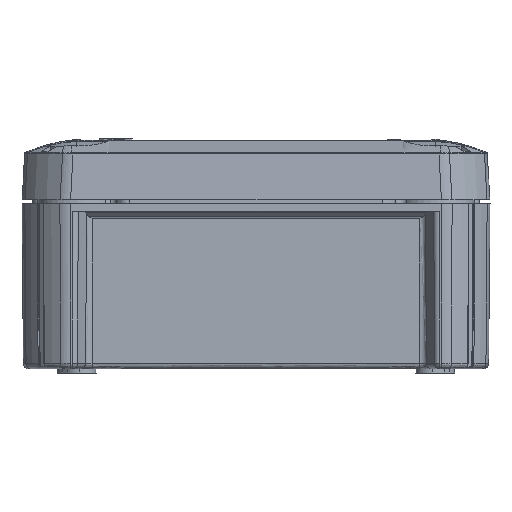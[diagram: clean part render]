
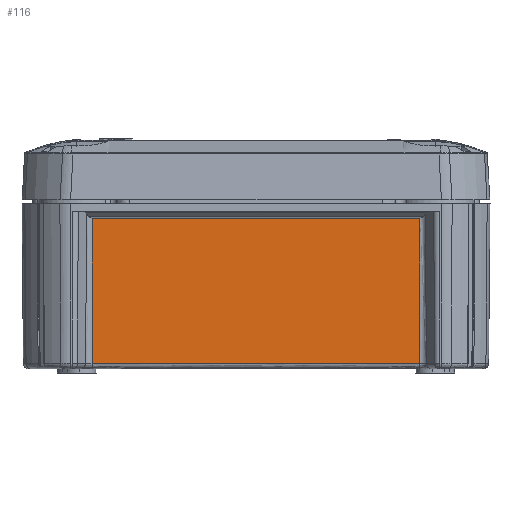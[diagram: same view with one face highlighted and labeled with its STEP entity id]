
A CAD part, left-side view. The second image highlights one B-rep face of the part: STEP entity #116.
In plain terms, the highlighted planar face has unit normal (-1, 0, -0.009).
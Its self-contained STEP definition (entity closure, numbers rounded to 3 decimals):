
#116=ADVANCED_FACE('',(#1964),#29865,.T.);
#1964=FACE_OUTER_BOUND('',#3812,.T.);
#3812=EDGE_LOOP('',(#5740,#5741,#5742,#5743,#5744));
#5740=ORIENTED_EDGE('',*,*,#15680,.T.);
#5741=ORIENTED_EDGE('',*,*,#15684,.T.);
#5742=ORIENTED_EDGE('',*,*,#15683,.T.);
#5743=ORIENTED_EDGE('',*,*,#15682,.T.);
#5744=ORIENTED_EDGE('',*,*,#15681,.T.);
#15680=EDGE_CURVE('',#25630,#25631,#21983,.T.);
#15681=EDGE_CURVE('',#25632,#25630,#21984,.T.);
#15682=EDGE_CURVE('',#25633,#25632,#21985,.T.);
#15683=EDGE_CURVE('',#25634,#25633,#21986,.T.);
#15684=EDGE_CURVE('',#25631,#25634,#21987,.T.);
#21983=B_SPLINE_CURVE_WITH_KNOTS('',1,(#53224,#53225),.UNSPECIFIED.,.F.,
 .F.,(2,2),(-39.22,0.),.UNSPECIFIED.);
#21984=B_SPLINE_CURVE_WITH_KNOTS('',1,(#53226,#53227),.UNSPECIFIED.,.F.,
 .F.,(2,2),(-40.676,0.),.UNSPECIFIED.);
#21985=B_SPLINE_CURVE_WITH_KNOTS('',1,(#53228,#53229),.UNSPECIFIED.,.F.,
 .F.,(2,2),(-35.152,0.),.UNSPECIFIED.);
#21986=B_SPLINE_CURVE_WITH_KNOTS('',1,(#53230,#53231),.UNSPECIFIED.,.F.,
 .F.,(2,2),(-79.895,0.),.UNSPECIFIED.);
#21987=B_SPLINE_CURVE_WITH_KNOTS('',1,(#53232,#53233),.UNSPECIFIED.,.F.,
 .F.,(2,2),(-35.152,0.),.UNSPECIFIED.);
#25630=VERTEX_POINT('',#52329);
#25631=VERTEX_POINT('',#52330);
#25632=VERTEX_POINT('',#52331);
#25633=VERTEX_POINT('',#52332);
#25634=VERTEX_POINT('',#52333);
#29865=PLANE('',#30711);
#30711=AXIS2_PLACEMENT_3D('',#32336,#31523,$);
#31523=DIRECTION('',(-1.,0.,-0.009));
#32336=CARTESIAN_POINT('',(-52.031,98.432,40.258));
#52329=CARTESIAN_POINT('',(-51.692,49.564,1.388));
#52330=CARTESIAN_POINT('',(-51.692,10.345,1.388));
#52331=CARTESIAN_POINT('',(-51.692,90.24,1.388));
#52332=CARTESIAN_POINT('',(-51.999,90.24,36.539));
#52333=CARTESIAN_POINT('',(-51.999,10.345,36.539));
#53224=CARTESIAN_POINT('',(-51.692,49.564,1.388));
#53225=CARTESIAN_POINT('',(-51.692,10.345,1.388));
#53226=CARTESIAN_POINT('',(-51.692,90.24,1.388));
#53227=CARTESIAN_POINT('',(-51.692,49.564,1.388));
#53228=CARTESIAN_POINT('',(-51.999,90.24,36.539));
#53229=CARTESIAN_POINT('',(-51.692,90.24,1.388));
#53230=CARTESIAN_POINT('',(-51.999,10.345,36.539));
#53231=CARTESIAN_POINT('',(-51.999,90.24,36.539));
#53232=CARTESIAN_POINT('',(-51.692,10.345,1.388));
#53233=CARTESIAN_POINT('',(-51.999,10.345,36.539));
